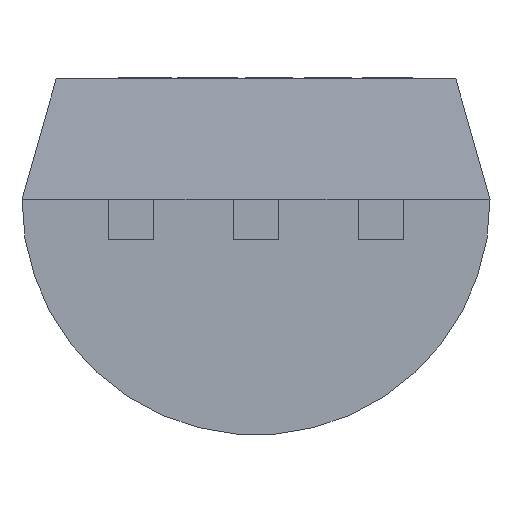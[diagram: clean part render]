
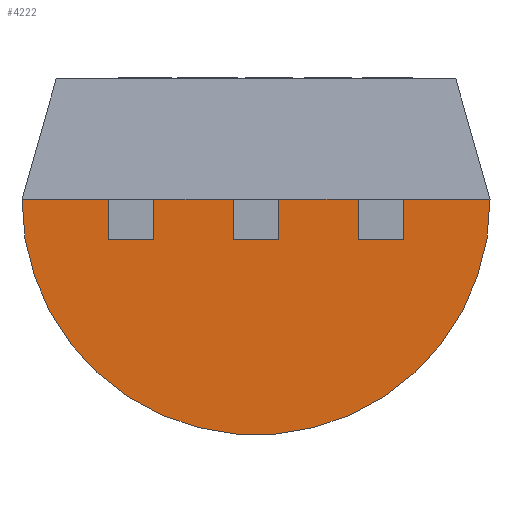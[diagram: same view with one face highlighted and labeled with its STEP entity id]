
A CAD part, front view. The second image highlights one B-rep face of the part: STEP entity #4222.
In plain terms, the highlighted planar face has unit normal (0, -1, 0).
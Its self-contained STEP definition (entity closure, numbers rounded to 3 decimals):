
#55 = CIRCLE ( 'NONE', #1879, 2.38 ) ;
#105 = VERTEX_POINT ( 'NONE', #5216 ) ;
#118 = EDGE_CURVE ( 'NONE', #3603, #4539, #55, .T. ) ;
#161 = VERTEX_POINT ( 'NONE', #1368 ) ;
#257 = DIRECTION ( 'NONE',  ( 1., 0., 0. ) ) ;
#275 = VECTOR ( 'NONE', #257, 1000. ) ;
#284 = CARTESIAN_POINT ( 'NONE',  ( 1.04, 0., -0.395 ) ) ;
#288 = DIRECTION ( 'NONE',  ( 1., 0., 0. ) ) ;
#316 = CARTESIAN_POINT ( 'NONE',  ( -1.04, 0., -0.395 ) ) ;
#323 = CARTESIAN_POINT ( 'NONE',  ( 2.38, 0., 0.015 ) ) ;
#410 = VECTOR ( 'NONE', #2161, 1000. ) ;
#426 = CARTESIAN_POINT ( 'NONE',  ( 2.38, 0., 0.015 ) ) ;
#621 = CARTESIAN_POINT ( 'NONE',  ( -1.04, 0., 0.015 ) ) ;
#648 = CARTESIAN_POINT ( 'NONE',  ( 1.5, 0., 0.015 ) ) ;
#657 = CARTESIAN_POINT ( 'NONE',  ( 1.5, 0., -0.395 ) ) ;
#660 = VERTEX_POINT ( 'NONE', #316 ) ;
#697 = EDGE_LOOP ( 'NONE', ( #1144, #1600, #4692, #3285, #1853, #5779, #2807, #5627, #5306, #1559, #5042, #2159, #2875, #4911 ) ) ;
#720 = EDGE_CURVE ( 'NONE', #3660, #2348, #2123, .T. ) ;
#888 = CARTESIAN_POINT ( 'NONE',  ( 0., 0., -0.176 ) ) ;
#957 = VERTEX_POINT ( 'NONE', #2339 ) ;
#967 = LINE ( 'NONE', #1510, #2979 ) ;
#1076 = CARTESIAN_POINT ( 'NONE',  ( -1.5, 0., 0.015 ) ) ;
#1144 = ORIENTED_EDGE ( 'NONE', *, *, #720, .F. ) ;
#1150 = VECTOR ( 'NONE', #3562, 1000. ) ;
#1158 = VERTEX_POINT ( 'NONE', #4211 ) ;
#1243 = DIRECTION ( 'NONE',  ( 0., 1., 0. ) ) ;
#1293 = VERTEX_POINT ( 'NONE', #1322 ) ;
#1317 = EDGE_CURVE ( 'NONE', #2348, #3065, #5791, .T. ) ;
#1322 = CARTESIAN_POINT ( 'NONE',  ( -0.23, 0., 0.015 ) ) ;
#1368 = CARTESIAN_POINT ( 'NONE',  ( -0.23, 0., -0.395 ) ) ;
#1510 = CARTESIAN_POINT ( 'NONE',  ( 2.38, 0., 0.015 ) ) ;
#1540 = VERTEX_POINT ( 'NONE', #3587 ) ;
#1550 = VECTOR ( 'NONE', #2511, 1000. ) ;
#1559 = ORIENTED_EDGE ( 'NONE', *, *, #3378, .F. ) ;
#1572 = VECTOR ( 'NONE', #5523, 1000. ) ;
#1573 = EDGE_CURVE ( 'NONE', #1158, #957, #5292, .T. ) ;
#1600 = ORIENTED_EDGE ( 'NONE', *, *, #1846, .F. ) ;
#1650 = CARTESIAN_POINT ( 'NONE',  ( 1.5, 0., -0.395 ) ) ;
#1677 = CARTESIAN_POINT ( 'NONE',  ( -1.04, 0., 0.015 ) ) ;
#1708 = DIRECTION ( 'NONE',  ( 0., 0., 1. ) ) ;
#1738 = LINE ( 'NONE', #284, #2734 ) ;
#1795 = DIRECTION ( 'NONE',  ( 0., 0., -1. ) ) ;
#1822 = VECTOR ( 'NONE', #5664, 1000. ) ;
#1831 = LINE ( 'NONE', #323, #410 ) ;
#1846 = EDGE_CURVE ( 'NONE', #105, #3660, #1738, .T. ) ;
#1853 = ORIENTED_EDGE ( 'NONE', *, *, #3845, .F. ) ;
#1879 = AXIS2_PLACEMENT_3D ( 'NONE', #3491, #1243, #2730 ) ;
#2044 = LINE ( 'NONE', #3382, #1822 ) ;
#2104 = LINE ( 'NONE', #3408, #1550 ) ;
#2123 = LINE ( 'NONE', #1650, #275 ) ;
#2159 = ORIENTED_EDGE ( 'NONE', *, *, #118, .F. ) ;
#2161 = DIRECTION ( 'NONE',  ( -1., 0., 0. ) ) ;
#2339 = CARTESIAN_POINT ( 'NONE',  ( 0.23, 0., 0.015 ) ) ;
#2348 = VERTEX_POINT ( 'NONE', #657 ) ;
#2427 = LINE ( 'NONE', #3703, #1572 ) ;
#2511 = DIRECTION ( 'NONE',  ( 1., 0., 0. ) ) ;
#2568 = CARTESIAN_POINT ( 'NONE',  ( 0.23, 0., 0.015 ) ) ;
#2656 = DIRECTION ( 'NONE',  ( 0., 0., 1. ) ) ;
#2692 = DIRECTION ( 'NONE',  ( 0., 1., 0. ) ) ;
#2730 = DIRECTION ( 'NONE',  ( 0., 0., 1. ) ) ;
#2734 = VECTOR ( 'NONE', #4484, 1000. ) ;
#2807 = ORIENTED_EDGE ( 'NONE', *, *, #4461, .T. ) ;
#2875 = ORIENTED_EDGE ( 'NONE', *, *, #5519, .T. ) ;
#2979 = VECTOR ( 'NONE', #5576, 1000. ) ;
#3047 = FACE_OUTER_BOUND ( 'NONE', #697, .T. ) ;
#3065 = VERTEX_POINT ( 'NONE', #648 ) ;
#3100 = LINE ( 'NONE', #5318, #3952 ) ;
#3107 = VECTOR ( 'NONE', #4470, 1000. ) ;
#3176 = VECTOR ( 'NONE', #1795, 1000. ) ;
#3285 = ORIENTED_EDGE ( 'NONE', *, *, #1573, .F. ) ;
#3378 = EDGE_CURVE ( 'NONE', #4834, #1540, #2427, .T. ) ;
#3382 = CARTESIAN_POINT ( 'NONE',  ( 2.38, 0., 0.015 ) ) ;
#3408 = CARTESIAN_POINT ( 'NONE',  ( -1.04, 0., -0.395 ) ) ;
#3491 = CARTESIAN_POINT ( 'NONE',  ( 0., 0., 0. ) ) ;
#3541 = EDGE_CURVE ( 'NONE', #1293, #161, #4552, .T. ) ;
#3562 = DIRECTION ( 'NONE',  ( -1., 0., 0. ) ) ;
#3587 = CARTESIAN_POINT ( 'NONE',  ( -1.5, 0., -0.395 ) ) ;
#3603 = VERTEX_POINT ( 'NONE', #5233 ) ;
#3660 = VERTEX_POINT ( 'NONE', #5175 ) ;
#3679 = DIRECTION ( 'NONE',  ( 0., 0., 1. ) ) ;
#3703 = CARTESIAN_POINT ( 'NONE',  ( -1.5, 0., -0.395 ) ) ;
#3845 = EDGE_CURVE ( 'NONE', #161, #1158, #3100, .T. ) ;
#3890 = EDGE_CURVE ( 'NONE', #105, #957, #967, .T. ) ;
#3935 = LINE ( 'NONE', #1677, #5855 ) ;
#3952 = VECTOR ( 'NONE', #288, 1000. ) ;
#3985 = PLANE ( 'NONE',  #4634 ) ;
#4036 = CARTESIAN_POINT ( 'NONE',  ( -2.38, 0., 0.015 ) ) ;
#4078 = LINE ( 'NONE', #426, #1150 ) ;
#4114 = EDGE_CURVE ( 'NONE', #660, #4896, #3935, .T. ) ;
#4211 = CARTESIAN_POINT ( 'NONE',  ( 0.23, 0., -0.395 ) ) ;
#4222 = ADVANCED_FACE ( 'NONE', ( #3047 ), #3985, .F. ) ;
#4375 = VECTOR ( 'NONE', #2656, 1000. ) ;
#4461 = EDGE_CURVE ( 'NONE', #1293, #4896, #1831, .T. ) ;
#4470 = DIRECTION ( 'NONE',  ( 0., 0., 1. ) ) ;
#4484 = DIRECTION ( 'NONE',  ( 0., 0., -1. ) ) ;
#4539 = VERTEX_POINT ( 'NONE', #4036 ) ;
#4552 = LINE ( 'NONE', #5868, #3176 ) ;
#4634 = AXIS2_PLACEMENT_3D ( 'NONE', #888, #2692, #3679 ) ;
#4692 = ORIENTED_EDGE ( 'NONE', *, *, #3890, .T. ) ;
#4834 = VERTEX_POINT ( 'NONE', #1076 ) ;
#4896 = VERTEX_POINT ( 'NONE', #621 ) ;
#4911 = ORIENTED_EDGE ( 'NONE', *, *, #1317, .F. ) ;
#5042 = ORIENTED_EDGE ( 'NONE', *, *, #5660, .T. ) ;
#5175 = CARTESIAN_POINT ( 'NONE',  ( 1.04, 0., -0.395 ) ) ;
#5216 = CARTESIAN_POINT ( 'NONE',  ( 1.04, 0., 0.015 ) ) ;
#5233 = CARTESIAN_POINT ( 'NONE',  ( 2.38, 0., 0.015 ) ) ;
#5292 = LINE ( 'NONE', #2568, #4375 ) ;
#5306 = ORIENTED_EDGE ( 'NONE', *, *, #5625, .F. ) ;
#5318 = CARTESIAN_POINT ( 'NONE',  ( 0.23, 0., -0.395 ) ) ;
#5519 = EDGE_CURVE ( 'NONE', #3603, #3065, #4078, .T. ) ;
#5523 = DIRECTION ( 'NONE',  ( 0., 0., -1. ) ) ;
#5576 = DIRECTION ( 'NONE',  ( -1., 0., 0. ) ) ;
#5625 = EDGE_CURVE ( 'NONE', #1540, #660, #2104, .T. ) ;
#5627 = ORIENTED_EDGE ( 'NONE', *, *, #4114, .F. ) ;
#5660 = EDGE_CURVE ( 'NONE', #4834, #4539, #2044, .T. ) ;
#5664 = DIRECTION ( 'NONE',  ( -1., 0., 0. ) ) ;
#5779 = ORIENTED_EDGE ( 'NONE', *, *, #3541, .F. ) ;
#5791 = LINE ( 'NONE', #5856, #3107 ) ;
#5855 = VECTOR ( 'NONE', #1708, 1000. ) ;
#5856 = CARTESIAN_POINT ( 'NONE',  ( 1.5, 0., 0.015 ) ) ;
#5868 = CARTESIAN_POINT ( 'NONE',  ( -0.23, 0., -0.395 ) ) ;
